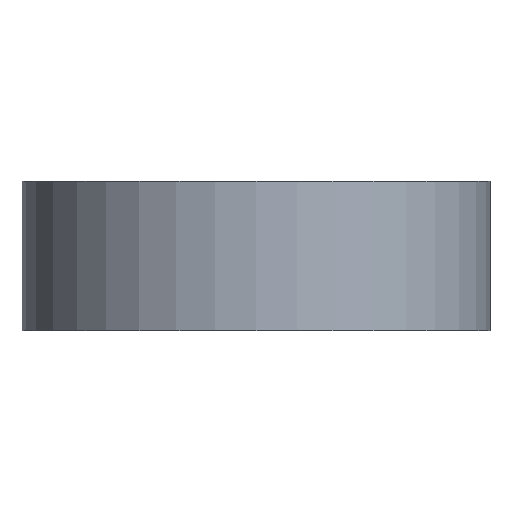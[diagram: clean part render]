
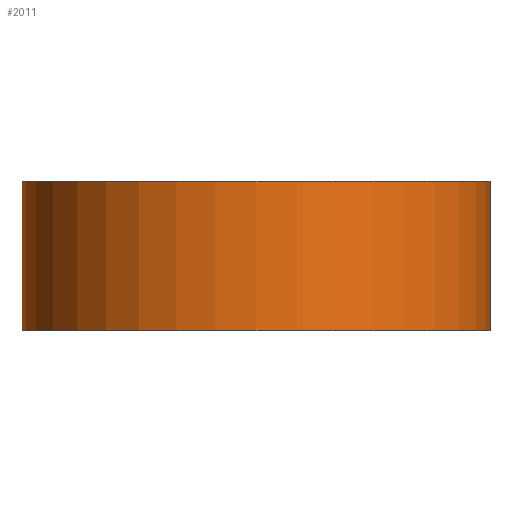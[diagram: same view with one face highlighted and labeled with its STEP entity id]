
A CAD part, front view. The second image highlights one B-rep face of the part: STEP entity #2011.
In plain terms, the highlighted cylindrical face has radius 12.5 mm (diameter 25 mm), a partial arc.
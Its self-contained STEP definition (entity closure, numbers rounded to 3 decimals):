
#204 = DIRECTION ( 'NONE',  ( 0., 0., -1. ) ) ;
#205 = VECTOR ( 'NONE', #204, 1000. ) ;
#206 = CARTESIAN_POINT ( 'NONE',  ( -12.5, 0., 8. ) ) ;
#207 = LINE ( 'NONE', #206, #205 ) ;
#208 = CARTESIAN_POINT ( 'NONE',  ( -12.5, 0., 0. ) ) ;
#465 = FACE_OUTER_BOUND ( 'NONE', #2039, .T. ) ;
#511 = DIRECTION ( 'NONE',  ( -1., 0., 0. ) ) ;
#512 = DIRECTION ( 'NONE',  ( 0., 0., -1. ) ) ;
#513 = CARTESIAN_POINT ( 'NONE',  ( 0., 0., 8. ) ) ;
#514 = AXIS2_PLACEMENT_3D ( 'NONE', #513, #512, #511 ) ;
#515 = CYLINDRICAL_SURFACE ( 'NONE', #514, 12.5 ) ;
#563 = DIRECTION ( 'NONE',  ( 1., 0., 0. ) ) ;
#564 = DIRECTION ( 'NONE',  ( 0., 0., 1. ) ) ;
#565 = CARTESIAN_POINT ( 'NONE',  ( 0., 0., 8. ) ) ;
#566 = AXIS2_PLACEMENT_3D ( 'NONE', #565, #564, #563 ) ;
#567 = CIRCLE ( 'NONE', #566, 12.5 ) ;
#1691 = EDGE_CURVE ( 'NONE', #1896, #1753, #9473, .T. ) ;
#1749 = VERTEX_POINT ( 'NONE', #9570 ) ;
#1750 = VERTEX_POINT ( 'NONE', #9569 ) ;
#1752 = EDGE_CURVE ( 'NONE', #1749, #1753, #9568, .T. ) ;
#1753 = VERTEX_POINT ( 'NONE', #9573 ) ;
#1896 = VERTEX_POINT ( 'NONE', #208 ) ;
#1898 = EDGE_CURVE ( 'NONE', #1750, #1896, #207, .T. ) ;
#2011 = ADVANCED_FACE ( 'NONE', ( #465 ), #515, .T. ) ;
#2012 = ORIENTED_EDGE ( 'NONE', *, *, #1752, .F. ) ;
#2034 = EDGE_CURVE ( 'NONE', #1750, #1749, #567, .T. ) ;
#2039 = EDGE_LOOP ( 'NONE', ( #2012, #2108, #2109, #2110 ) ) ;
#2108 = ORIENTED_EDGE ( 'NONE', *, *, #2034, .F. ) ;
#2109 = ORIENTED_EDGE ( 'NONE', *, *, #1898, .T. ) ;
#2110 = ORIENTED_EDGE ( 'NONE', *, *, #1691, .T. ) ;
#9460 = DIRECTION ( 'NONE',  ( 1., 0., 0. ) ) ;
#9461 = DIRECTION ( 'NONE',  ( 0., 0., 1. ) ) ;
#9462 = AXIS2_PLACEMENT_3D ( 'NONE', #9494, #9461, #9460 ) ;
#9473 = CIRCLE ( 'NONE', #9462, 12.5 ) ;
#9494 = CARTESIAN_POINT ( 'NONE',  ( 0., 0., 0. ) ) ;
#9568 = LINE ( 'NONE', #9571, #9575 ) ;
#9569 = CARTESIAN_POINT ( 'NONE',  ( -12.5, 0., 8. ) ) ;
#9570 = CARTESIAN_POINT ( 'NONE',  ( 12.5, 0., 8. ) ) ;
#9571 = CARTESIAN_POINT ( 'NONE',  ( 12.5, 0., 8. ) ) ;
#9573 = CARTESIAN_POINT ( 'NONE',  ( 12.5, 0., 0. ) ) ;
#9574 = DIRECTION ( 'NONE',  ( 0., 0., -1. ) ) ;
#9575 = VECTOR ( 'NONE', #9574, 1000. ) ;
